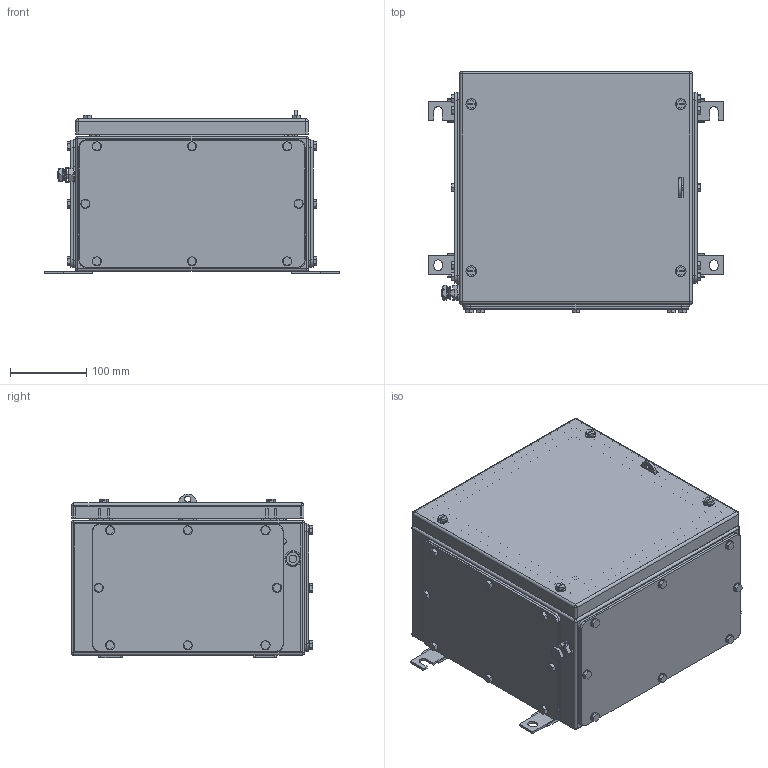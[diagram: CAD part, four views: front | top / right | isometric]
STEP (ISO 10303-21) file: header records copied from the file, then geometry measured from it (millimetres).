
FILE_DESCRIPTION(('CATIA V5 STEP Exchange','CAx-IF Rec.Pracs.--- Model Styling and Organization---1.4--- 2014-01-23'),'2;1');
FILE_NAME ('008517-9_3_1194780000_1194780000.stp','2019-09-03T07:40:37+00:00',('none'),('Weidmueller'),'CATIA Version 5-6 Release 2016 SP3 HF44','CATIA V5 STEP AP214','none');
FILE_SCHEMA(('AUTOMOTIVE_DESIGN { 1 0 10303 214 1 1 1 1 }'));
Products named in the file (1): 1194780000
Bounding box: 387 x 317 x 215 mm (x, y, z)
Volume: 1242637.3 mm3; surface area: 1257170.2 mm2
Topology: 92 solids, 92 shells, 1995 faces, 4720 edges, 2982 vertices
Faces by surface type: plane 922, cylinder 849, cone 180, sphere 24, torus 20
Entity records: 54738 total; most frequent: CARTESIAN_POINT 11563, ORIENTED_EDGE 9280, DIRECTION 7295, EDGE_CURVE 4640, AXIS2_PLACEMENT_3D 3072, VERTEX_POINT 2982, VECTOR 2752, LINE 2752
